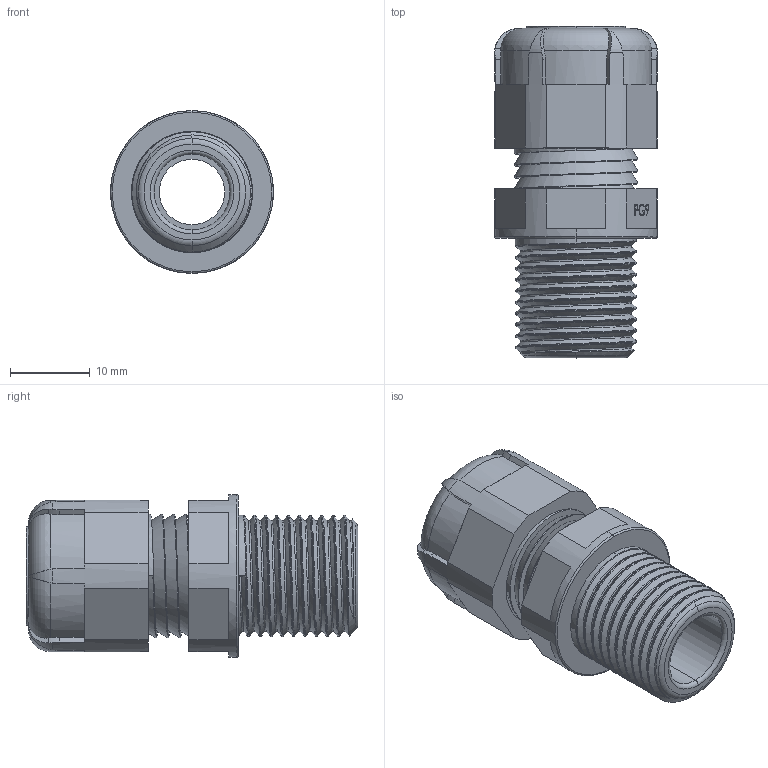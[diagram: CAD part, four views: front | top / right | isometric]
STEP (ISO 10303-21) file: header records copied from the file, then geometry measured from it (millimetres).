
FILE_DESCRIPTION (( 'STEP AP203' ), '1' );
FILE_NAME ('4909LN.STEP', '2023-06-30T07:19:51', ( '' ), ( '' ), 'SwSTEP 2.0', 'SolidWorks 2022', '' );
FILE_SCHEMA (( 'CONFIG_CONTROL_DESIGN' ));
Length unit declared in the file: millimetre
Products named in the file (1): 4909LN
Bounding box: 20.4 x 41.6 x 20.4 mm (x, y, z)
Volume: 7005.5 mm3; surface area: 4634.2 mm2
Topology: 1 solids, 1 shells, 291 faces, 797 edges, 525 vertices
Faces by surface type: plane 107, bspline 98, cylinder 63, torus 21, cone 2
Entity records: 22405 total; most frequent: CARTESIAN_POINT 15796, ORIENTED_EDGE 1594, DIRECTION 976, EDGE_CURVE 797, VERTEX_POINT 525, LINE 358, VECTOR 358, EDGE_LOOP 310
